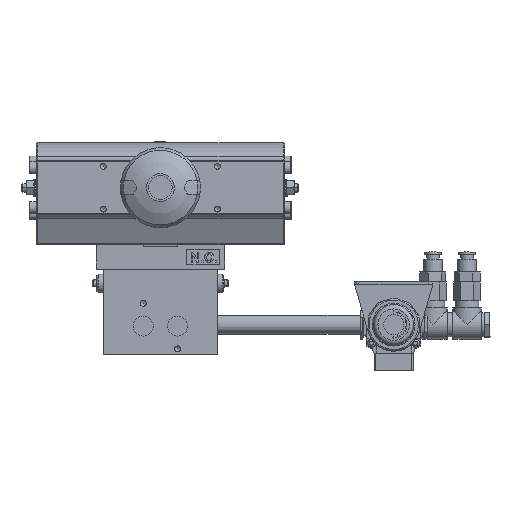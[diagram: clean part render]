
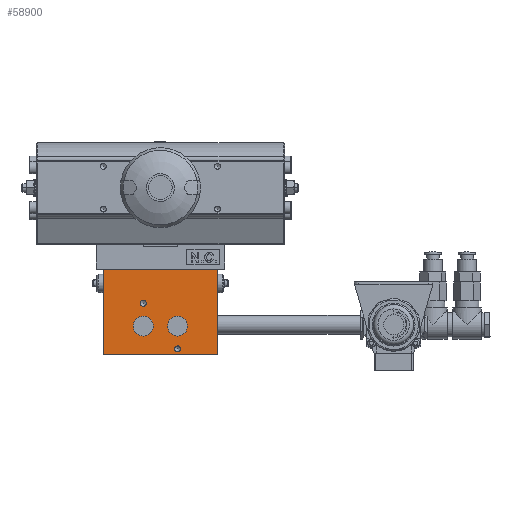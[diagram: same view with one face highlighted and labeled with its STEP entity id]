
A CAD part, top view. The second image highlights one B-rep face of the part: STEP entity #58900.
In plain terms, the highlighted planar face has unit normal (0, 0, 1).
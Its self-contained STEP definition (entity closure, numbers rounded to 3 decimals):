
#57999=CARTESIAN_POINT('',(40.,-57.,229.5));
#58000=VERTEX_POINT('',#57999);
#58007=CARTESIAN_POINT('',(40.,-117.,229.5));
#58008=VERTEX_POINT('',#58007);
#58009=CARTESIAN_POINT('',(40.,-117.,229.5));
#58010=DIRECTION('',(0.,1.0,0.0));
#58011=VECTOR('',#58010,60.0);
#58012=LINE('',#58009,#58011);
#58013=EDGE_CURVE('',#58008,#58000,#58012,.T.);
#58722=CARTESIAN_POINT('',(-40.,-117.,229.5));
#58723=VERTEX_POINT('',#58722);
#58730=CARTESIAN_POINT('',(-40.,-57.,229.5));
#58731=VERTEX_POINT('',#58730);
#58732=CARTESIAN_POINT('',(-40.,-57.,229.5));
#58733=DIRECTION('',(0.,-1.0,0.0));
#58734=VECTOR('',#58733,60.);
#58735=LINE('',#58732,#58734);
#58736=EDGE_CURVE('',#58731,#58723,#58735,.T.);
#58808=CARTESIAN_POINT('',(-40.,-117.,229.5));
#58809=DIRECTION('',(1.0,0.,0.));
#58810=VECTOR('',#58809,80.0);
#58811=LINE('',#58808,#58810);
#58812=EDGE_CURVE('',#58723,#58008,#58811,.T.);
#58840=CARTESIAN_POINT('',(0.,-87.,229.5));
#58841=DIRECTION('',(0.0,0.0,1.0));
#58842=DIRECTION('',(1.0,0.,0.0));
#58843=AXIS2_PLACEMENT_3D('',#58840,#58841,#58842);
#58844=PLANE('',#58843);
#58845=ORIENTED_EDGE('',*,*,#58736,.T.);
#58846=ORIENTED_EDGE('',*,*,#58812,.T.);
#58847=ORIENTED_EDGE('',*,*,#58013,.T.);
#58848=CARTESIAN_POINT('',(40.,-57.,229.5));
#58849=DIRECTION('',(-1.0,0.,0.));
#58850=VECTOR('',#58849,80.0);
#58851=LINE('',#58848,#58850);
#58852=EDGE_CURVE('',#58000,#58731,#58851,.T.);
#58853=ORIENTED_EDGE('',*,*,#58852,.T.);
#58854=EDGE_LOOP('',(#58845,#58846,#58847,#58853));
#58855=FACE_OUTER_BOUND('',#58854,.T.);
#58856=CARTESIAN_POINT('',(-9.9,-81.,229.5));
#58857=VERTEX_POINT('',#58856);
#58858=CARTESIAN_POINT('',(-12.,-81.,229.5));
#58859=DIRECTION('',(0.,0.,-1.0));
#58860=DIRECTION('',(-1.0,0.,0.));
#58861=AXIS2_PLACEMENT_3D('',#58858,#58859,#58860);
#58862=CIRCLE('',#58861,2.1);
#58863=EDGE_CURVE('',#58857,#58857,#58862,.T.);
#58864=ORIENTED_EDGE('',*,*,#58863,.T.);
#58865=EDGE_LOOP('',(#58864));
#58866=FACE_BOUND('',#58865,.T.);
#58867=CARTESIAN_POINT('',(14.1,-113.,229.5));
#58868=VERTEX_POINT('',#58867);
#58869=CARTESIAN_POINT('',(12.,-113.,229.5));
#58870=DIRECTION('',(0.,0.,-1.0));
#58871=DIRECTION('',(-1.0,0.,0.));
#58872=AXIS2_PLACEMENT_3D('',#58869,#58870,#58871);
#58873=CIRCLE('',#58872,2.1);
#58874=EDGE_CURVE('',#58868,#58868,#58873,.T.);
#58875=ORIENTED_EDGE('',*,*,#58874,.T.);
#58876=EDGE_LOOP('',(#58875));
#58877=FACE_BOUND('',#58876,.T.);
#58878=CARTESIAN_POINT('',(-5.,-97.,229.5));
#58879=VERTEX_POINT('',#58878);
#58880=CARTESIAN_POINT('',(-12.,-97.,229.5));
#58881=DIRECTION('',(0.,0.,-1.0));
#58882=DIRECTION('',(-1.0,0.,0.));
#58883=AXIS2_PLACEMENT_3D('',#58880,#58881,#58882);
#58884=CIRCLE('',#58883,7.);
#58885=EDGE_CURVE('',#58879,#58879,#58884,.T.);
#58886=ORIENTED_EDGE('',*,*,#58885,.T.);
#58887=EDGE_LOOP('',(#58886));
#58888=FACE_BOUND('',#58887,.T.);
#58889=CARTESIAN_POINT('',(19.,-97.,229.5));
#58890=VERTEX_POINT('',#58889);
#58891=CARTESIAN_POINT('',(12.,-97.,229.5));
#58892=DIRECTION('',(0.,0.,-1.0));
#58893=DIRECTION('',(-1.0,0.,0.));
#58894=AXIS2_PLACEMENT_3D('',#58891,#58892,#58893);
#58895=CIRCLE('',#58894,7.);
#58896=EDGE_CURVE('',#58890,#58890,#58895,.T.);
#58897=ORIENTED_EDGE('',*,*,#58896,.T.);
#58898=EDGE_LOOP('',(#58897));
#58899=FACE_BOUND('',#58898,.T.);
#58900=ADVANCED_FACE('',(#58855,#58866,#58877,#58888,#58899),#58844,.T.);
